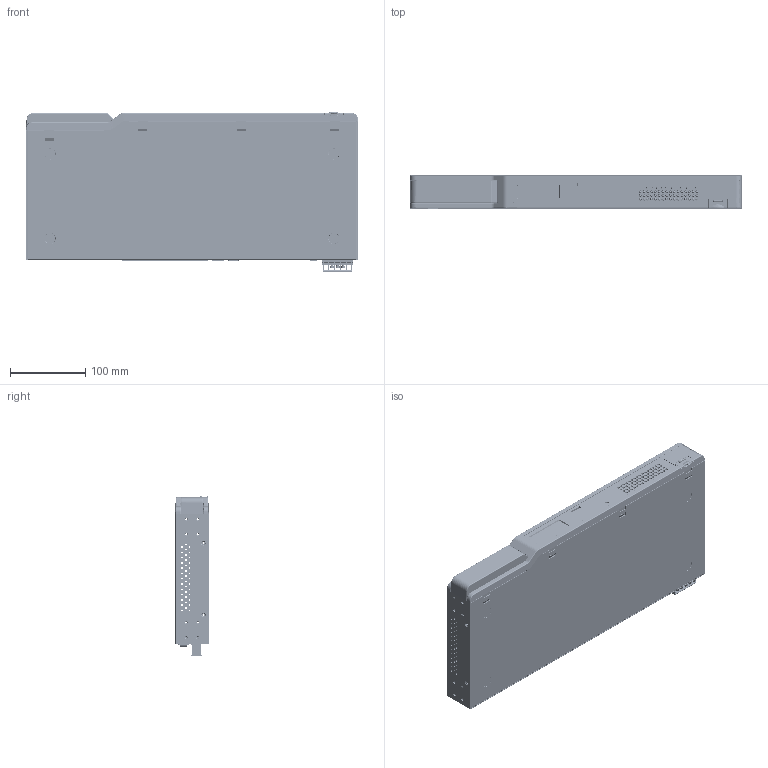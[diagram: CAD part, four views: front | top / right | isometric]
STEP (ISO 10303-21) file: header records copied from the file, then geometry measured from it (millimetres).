
FILE_DESCRIPTION((''),'2;1');
FILE_NAME('NPORT6610-8-48V-SAT','2014-05-12T',('Sam_Liu'),(''),'PRO/ENGINEER BY PARAMETRIC TECHNOLOGY CORPORATION, 2013230','PRO/ENGINEER BY PARAMETRIC TECHNOLOGY CORPORATION, 2013230','');
FILE_SCHEMA(('CONFIG_CONTROL_DESIGN'));
Products named in the file (1): NPORT6610-8-48V-SAT
Bounding box: 440 x 44 x 212.8 mm (x, y, z)
Volume: 479535.5 mm3; surface area: 707911 mm2
Topology: 10 solids, 10 shells, 8650 faces, 22644 edges, 14753 vertices
Faces by surface type: plane 6345, cylinder 1835, cone 204, sphere 96, torus 95, bspline 54, extrusion 21
Entity records: 268644 total; most frequent: CARTESIAN_POINT 51483, ORIENTED_EDGE 45096, DIRECTION 43375, EDGE_CURVE 22548, VECTOR 17745, LINE 17724, VERTEX_POINT 14753, AXIS2_PLACEMENT_3D 12815
